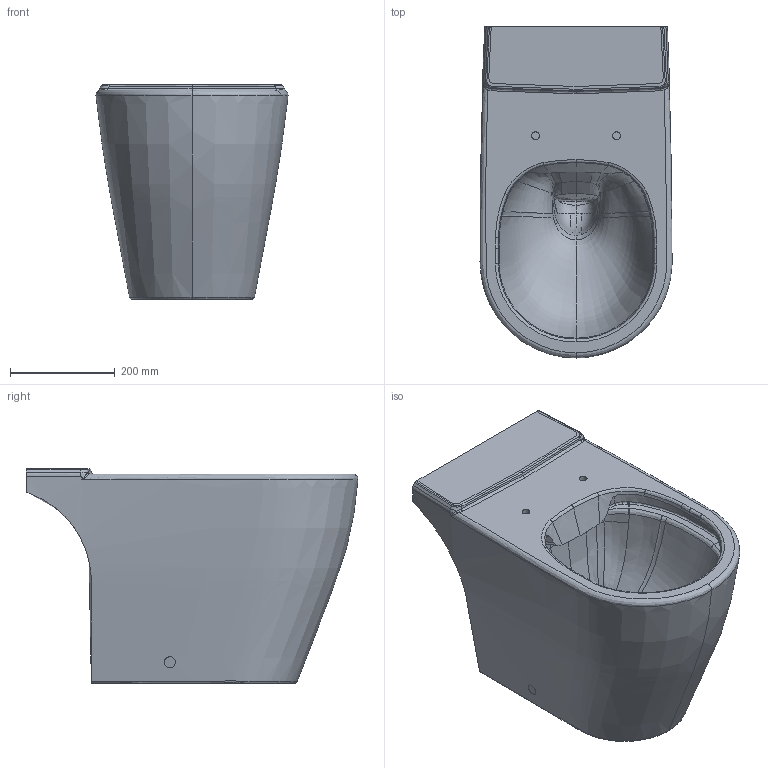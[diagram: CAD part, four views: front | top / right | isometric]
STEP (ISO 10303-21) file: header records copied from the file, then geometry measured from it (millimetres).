
FILE_DESCRIPTION(/* description */ (''),/* implementation_level */ '2;1');
FILE_NAME(/* name */ '5644R0_Avento_STWC.stp',/* time_stamp */ '2019-01-31T07:52:18+01:00',/* author */ (''),/* organization */ (''),/* preprocessor_version */ 'ST-DEVELOPER v16',/* originating_system */ 'SIEMENS PLM Software NX 10.0',/* authorisation */ '');
FILE_SCHEMA (('AUTOMOTIVE_DESIGN { 1 0 10303 214 3 1 1 1 }'));
Products named in the file (1): math2F08A81B6m2g
Bounding box: 367.26 x 634.98 x 410 mm (x, y, z)
Volume: 40957250.1 mm3; surface area: 1137072.6 mm2
Topology: 1 solids, 1 shells, 258 faces, 643 edges, 390 vertices
Faces by surface type: bspline 245, plane 9, extrusion 3, cylinder 1
Entity records: 34598 total; most frequent: CARTESIAN_POINT 30525, ORIENTED_EDGE 1274, EDGE_CURVE 637, B_SPLINE_CURVE_WITH_KNOTS 559, VERTEX_POINT 388, EDGE_LOOP 265, ADVANCED_FACE 258, FACE_OUTER_BOUND 253
